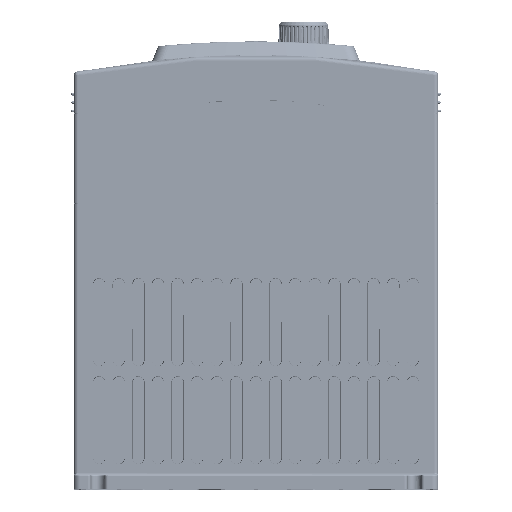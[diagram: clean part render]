
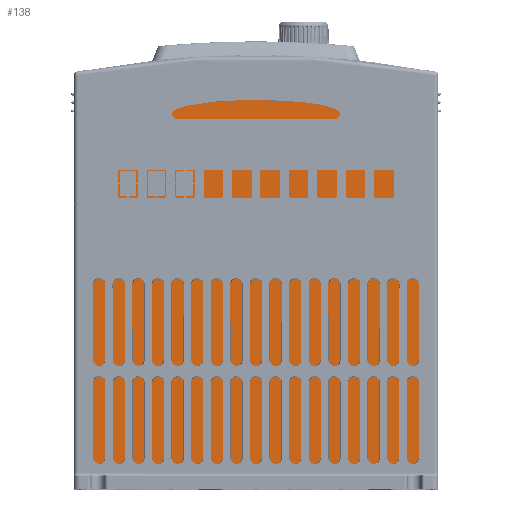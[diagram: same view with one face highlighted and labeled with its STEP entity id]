
A CAD part, top view. The second image highlights one B-rep face of the part: STEP entity #138.
In plain terms, the highlighted planar face has unit normal (0, 0, 1).
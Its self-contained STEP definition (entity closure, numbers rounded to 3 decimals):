
#5=DIRECTION('',(0.,-1.,0.));
#6=VECTOR('',#5,141.903);
#7=CARTESIAN_POINT('',(-63.773,146.903,112.));
#8=LINE('',#7,#6);
#30=DIRECTION('',(-1.,0.,0.));
#31=VECTOR('',#30,127.547);
#32=CARTESIAN_POINT('',(63.773,5.,112.));
#33=LINE('',#32,#31);
#34=CARTESIAN_POINT('',(0.,-195.,112.));
#35=DIRECTION('',(0.,0.,-1.));
#36=DIRECTION('',(-0.183,0.983,0.));
#37=AXIS2_PLACEMENT_3D('',#34,#35,#36);
#39=DIRECTION('',(0.,-1.,0.));
#40=VECTOR('',#39,141.903);
#41=CARTESIAN_POINT('',(63.773,146.903,112.));
#42=LINE('',#41,#40);
#51=CARTESIAN_POINT('',(-63.773,5.,112.));
#53=VERTEX_POINT('',#51);
#55=CARTESIAN_POINT('',(63.773,5.,112.));
#56=VERTEX_POINT('',#55);
#61=CARTESIAN_POINT('',(-63.773,146.903,112.));
#62=VERTEX_POINT('',#61);
#65=CARTESIAN_POINT('',(63.773,146.903,112.));
#66=VERTEX_POINT('',#65);
#126=CARTESIAN_POINT('',(-63.773,5.,112.));
#127=DIRECTION('',(0.,0.,1.));
#128=DIRECTION('',(1.,0.,0.));
#129=AXIS2_PLACEMENT_3D('',#126,#127,#128);
#130=PLANE('',#129);
#131=ORIENTED_EDGE('',*,*,#74,.T.);
#132=ORIENTED_EDGE('',*,*,#93,.F.);
#134=ORIENTED_EDGE('',*,*,#133,.T.);
#135=ORIENTED_EDGE('',*,*,#118,.T.);
#136=EDGE_LOOP('',(#131,#132,#134,#135));
#137=FACE_OUTER_BOUND('',#136,.F.);
#138=ADVANCED_FACE('',(#137),#130,.T.);
#38=CIRCLE('',#37,347.8);
#74=EDGE_CURVE('',#56,#53,#33,.T.);
#93=EDGE_CURVE('',#62,#53,#8,.T.);
#118=EDGE_CURVE('',#66,#56,#42,.T.);
#133=EDGE_CURVE('',#62,#66,#38,.T.);
